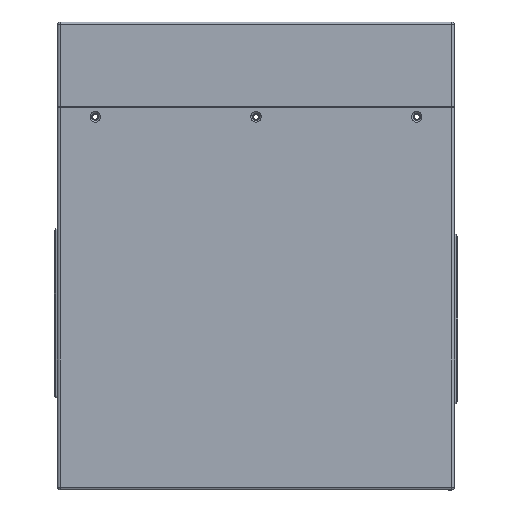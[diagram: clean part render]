
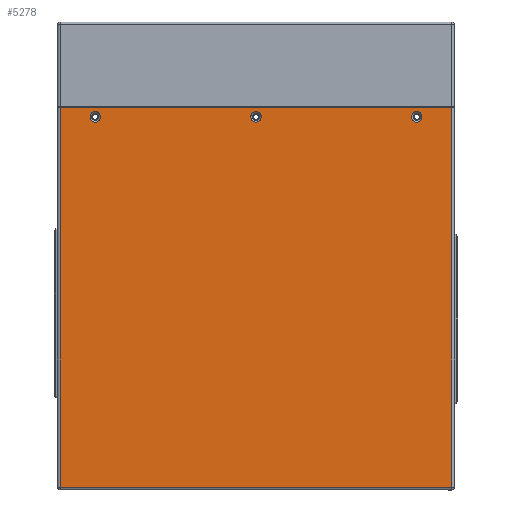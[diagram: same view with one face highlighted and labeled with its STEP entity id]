
A CAD part, front view. The second image highlights one B-rep face of the part: STEP entity #5278.
In plain terms, the highlighted face is planar.
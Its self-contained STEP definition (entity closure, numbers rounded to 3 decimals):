
#27 = CARTESIAN_POINT ( 'NONE',  ( 113.5, 259.8, -90. ) ) ;
#578 = DIRECTION ( 'NONE',  ( 0., -1., 0. ) ) ;
#724 = VERTEX_POINT ( 'NONE', #23438 ) ;
#1298 = DIRECTION ( 'NONE',  ( 0., -1., 0. ) ) ;
#1575 = VERTEX_POINT ( 'NONE', #36131 ) ;
#2704 = LINE ( 'NONE', #19055, #16073 ) ;
#3120 = DIRECTION ( 'NONE',  ( 0., 0., -1. ) ) ;
#3368 = DIRECTION ( 'NONE',  ( 0., -1., 0. ) ) ;
#3953 = CIRCLE ( 'NONE', #50016, 3.7 ) ;
#4407 = ORIENTED_EDGE ( 'NONE', *, *, #35027, .T. ) ;
#4565 = AXIS2_PLACEMENT_3D ( 'NONE', #44906, #23742, #7112 ) ;
#5210 = CIRCLE ( 'NONE', #30037, 3.7 ) ;
#5278 = ADVANCED_FACE ( 'NONE', ( #28392, #32284, #45342, #20032 ), #23363, .T. ) ;
#6017 = CARTESIAN_POINT ( 'NONE',  ( 109.8, 263.5, -90. ) ) ;
#6036 = DIRECTION ( 'NONE',  ( 0., 0., -1. ) ) ;
#6447 = EDGE_LOOP ( 'NONE', ( #44842, #23557, #6619 ) ) ;
#6619 = ORIENTED_EDGE ( 'NONE', *, *, #46618, .F. ) ;
#6911 = VECTOR ( 'NONE', #35724, 1000. ) ;
#7112 = DIRECTION ( 'NONE',  ( 0., -1., 0. ) ) ;
#7116 = VERTEX_POINT ( 'NONE', #6017 ) ;
#7665 = VERTEX_POINT ( 'NONE', #39093 ) ;
#8293 = ORIENTED_EDGE ( 'NONE', *, *, #53190, .F. ) ;
#8460 = CIRCLE ( 'NONE', #43096, 3.7 ) ;
#8502 = VERTEX_POINT ( 'NONE', #17607 ) ;
#8594 = DIRECTION ( 'NONE',  ( 0., -1., 0. ) ) ;
#10539 = ORIENTED_EDGE ( 'NONE', *, *, #33349, .T. ) ;
#11099 = VERTEX_POINT ( 'NONE', #32794 ) ;
#11140 = DIRECTION ( 'NONE',  ( 0., 0., -1. ) ) ;
#11285 = VERTEX_POINT ( 'NONE', #22719 ) ;
#11594 = EDGE_CURVE ( 'NONE', #7116, #724, #19818, .T. ) ;
#12038 = EDGE_CURVE ( 'NONE', #8502, #11285, #3953, .T. ) ;
#12370 = DIRECTION ( 'NONE',  ( 0., 1., 0. ) ) ;
#12502 = CARTESIAN_POINT ( 'NONE',  ( 138.2, 2., -90. ) ) ;
#12724 = ORIENTED_EDGE ( 'NONE', *, *, #25404, .F. ) ;
#12767 = CARTESIAN_POINT ( 'NONE',  ( -113.5, 263.5, -90. ) ) ;
#13555 = LINE ( 'NONE', #34382, #26912 ) ;
#14981 = AXIS2_PLACEMENT_3D ( 'NONE', #41131, #3120, #32833 ) ;
#16073 = VECTOR ( 'NONE', #23210, 1000. ) ;
#17297 = CIRCLE ( 'NONE', #48330, 3.7 ) ;
#17607 = CARTESIAN_POINT ( 'NONE',  ( -3.7, 263.5, -90. ) ) ;
#17863 = CARTESIAN_POINT ( 'NONE',  ( -113.5, 263.5, -90. ) ) ;
#18280 = VERTEX_POINT ( 'NONE', #54070 ) ;
#18774 = LINE ( 'NONE', #31829, #6911 ) ;
#19055 = CARTESIAN_POINT ( 'NONE',  ( -138.2, 270., -90. ) ) ;
#19813 = ORIENTED_EDGE ( 'NONE', *, *, #12038, .F. ) ;
#19818 = CIRCLE ( 'NONE', #26897, 3.7 ) ;
#20032 = FACE_OUTER_BOUND ( 'NONE', #31509, .T. ) ;
#20820 = VERTEX_POINT ( 'NONE', #41274 ) ;
#21862 = ORIENTED_EDGE ( 'NONE', *, *, #50909, .F. ) ;
#22019 = EDGE_CURVE ( 'NONE', #32244, #7116, #23774, .T. ) ;
#22540 = DIRECTION ( 'NONE',  ( 0., 0., -1. ) ) ;
#22719 = CARTESIAN_POINT ( 'NONE',  ( 3.7, 263.5, -90. ) ) ;
#22830 = CARTESIAN_POINT ( 'NONE',  ( 138.2, 270., -90. ) ) ;
#23210 = DIRECTION ( 'NONE',  ( 1., 0., 0. ) ) ;
#23363 = PLANE ( 'NONE',  #14981 ) ;
#23438 = CARTESIAN_POINT ( 'NONE',  ( 117.2, 263.5, -90. ) ) ;
#23557 = ORIENTED_EDGE ( 'NONE', *, *, #22019, .F. ) ;
#23568 = VERTEX_POINT ( 'NONE', #29756 ) ;
#23742 = DIRECTION ( 'NONE',  ( 0., 0., -1. ) ) ;
#23774 = CIRCLE ( 'NONE', #32700, 3.7 ) ;
#24637 = VECTOR ( 'NONE', #35367, 1000. ) ;
#25404 = EDGE_CURVE ( 'NONE', #11099, #7665, #17297, .T. ) ;
#26897 = AXIS2_PLACEMENT_3D ( 'NONE', #37337, #29322, #28491 ) ;
#26912 = VECTOR ( 'NONE', #34664, 1000. ) ;
#28392 = FACE_BOUND ( 'NONE', #6447, .T. ) ;
#28491 = DIRECTION ( 'NONE',  ( 0., 1., 0. ) ) ;
#29322 = DIRECTION ( 'NONE',  ( 0., 0., -1. ) ) ;
#29721 = DIRECTION ( 'NONE',  ( 0., 0., -1. ) ) ;
#29756 = CARTESIAN_POINT ( 'NONE',  ( -109.8, 263.5, -90. ) ) ;
#30037 = AXIS2_PLACEMENT_3D ( 'NONE', #35445, #39305, #1298 ) ;
#31193 = LINE ( 'NONE', #22830, #24637 ) ;
#31501 = ORIENTED_EDGE ( 'NONE', *, *, #46215, .T. ) ;
#31509 = EDGE_LOOP ( 'NONE', ( #4407, #54041, #10539, #31501 ) ) ;
#31829 = CARTESIAN_POINT ( 'NONE',  ( -138.2, 2., -90. ) ) ;
#32244 = VERTEX_POINT ( 'NONE', #27 ) ;
#32284 = FACE_BOUND ( 'NONE', #52366, .T. ) ;
#32700 = AXIS2_PLACEMENT_3D ( 'NONE', #40295, #11140, #3368 ) ;
#32794 = CARTESIAN_POINT ( 'NONE',  ( -113.5, 259.8, -90. ) ) ;
#32833 = DIRECTION ( 'NONE',  ( 0., -1., 0. ) ) ;
#33333 = EDGE_CURVE ( 'NONE', #11285, #18280, #40042, .T. ) ;
#33349 = EDGE_CURVE ( 'NONE', #51750, #1575, #2704, .T. ) ;
#33618 = DIRECTION ( 'NONE',  ( 0., 0., -1. ) ) ;
#33910 = CARTESIAN_POINT ( 'NONE',  ( -113.5, 263.5, -90. ) ) ;
#33920 = VERTEX_POINT ( 'NONE', #12502 ) ;
#34314 = CARTESIAN_POINT ( 'NONE',  ( -138.2, 270., -90. ) ) ;
#34382 = CARTESIAN_POINT ( 'NONE',  ( 138.2, 2., -90. ) ) ;
#34664 = DIRECTION ( 'NONE',  ( -1., 0., 0. ) ) ;
#35027 = EDGE_CURVE ( 'NONE', #33920, #20820, #13555, .T. ) ;
#35367 = DIRECTION ( 'NONE',  ( 0., -1., 0. ) ) ;
#35445 = CARTESIAN_POINT ( 'NONE',  ( 113.5, 263.5, -90. ) ) ;
#35724 = DIRECTION ( 'NONE',  ( 0., 1., 0. ) ) ;
#36131 = CARTESIAN_POINT ( 'NONE',  ( 138.2, 270., -90. ) ) ;
#37337 = CARTESIAN_POINT ( 'NONE',  ( 113.5, 263.5, -90. ) ) ;
#37704 = ORIENTED_EDGE ( 'NONE', *, *, #45359, .F. ) ;
#39093 = CARTESIAN_POINT ( 'NONE',  ( -117.2, 263.5, -90. ) ) ;
#39305 = DIRECTION ( 'NONE',  ( 0., 0., -1. ) ) ;
#40042 = CIRCLE ( 'NONE', #4565, 3.7 ) ;
#40295 = CARTESIAN_POINT ( 'NONE',  ( 113.5, 263.5, -90. ) ) ;
#41131 = CARTESIAN_POINT ( 'NONE',  ( 140.2, 0., -90. ) ) ;
#41274 = CARTESIAN_POINT ( 'NONE',  ( -138.2, 2., -90. ) ) ;
#42506 = DIRECTION ( 'NONE',  ( 0., 0., -1. ) ) ;
#43096 = AXIS2_PLACEMENT_3D ( 'NONE', #33910, #42506, #54684 ) ;
#44104 = CARTESIAN_POINT ( 'NONE',  ( 0., 263.5, -90. ) ) ;
#44628 = EDGE_CURVE ( 'NONE', #20820, #51750, #18774, .T. ) ;
#44842 = ORIENTED_EDGE ( 'NONE', *, *, #11594, .F. ) ;
#44906 = CARTESIAN_POINT ( 'NONE',  ( 0., 263.5, -90. ) ) ;
#45138 = CIRCLE ( 'NONE', #46912, 3.7 ) ;
#45342 = FACE_BOUND ( 'NONE', #47384, .T. ) ;
#45359 = EDGE_CURVE ( 'NONE', #18280, #8502, #45138, .T. ) ;
#46215 = EDGE_CURVE ( 'NONE', #1575, #33920, #31193, .T. ) ;
#46618 = EDGE_CURVE ( 'NONE', #724, #32244, #5210, .T. ) ;
#46814 = CIRCLE ( 'NONE', #53859, 3.7 ) ;
#46912 = AXIS2_PLACEMENT_3D ( 'NONE', #54663, #33618, #578 ) ;
#47231 = ORIENTED_EDGE ( 'NONE', *, *, #33333, .F. ) ;
#47384 = EDGE_LOOP ( 'NONE', ( #21862, #12724, #8293 ) ) ;
#47553 = DIRECTION ( 'NONE',  ( 0., -1., 0. ) ) ;
#48330 = AXIS2_PLACEMENT_3D ( 'NONE', #12767, #29721, #8594 ) ;
#50016 = AXIS2_PLACEMENT_3D ( 'NONE', #44104, #6036, #12370 ) ;
#50909 = EDGE_CURVE ( 'NONE', #7665, #23568, #8460, .T. ) ;
#51750 = VERTEX_POINT ( 'NONE', #34314 ) ;
#52366 = EDGE_LOOP ( 'NONE', ( #19813, #37704, #47231 ) ) ;
#53190 = EDGE_CURVE ( 'NONE', #23568, #11099, #46814, .T. ) ;
#53859 = AXIS2_PLACEMENT_3D ( 'NONE', #17863, #22540, #47553 ) ;
#54041 = ORIENTED_EDGE ( 'NONE', *, *, #44628, .T. ) ;
#54070 = CARTESIAN_POINT ( 'NONE',  ( 0., 259.8, -90. ) ) ;
#54663 = CARTESIAN_POINT ( 'NONE',  ( 0., 263.5, -90. ) ) ;
#54684 = DIRECTION ( 'NONE',  ( 0., 1., 0. ) ) ;
